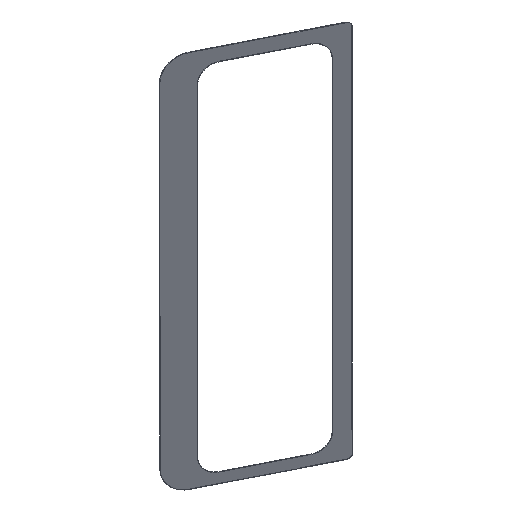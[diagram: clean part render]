
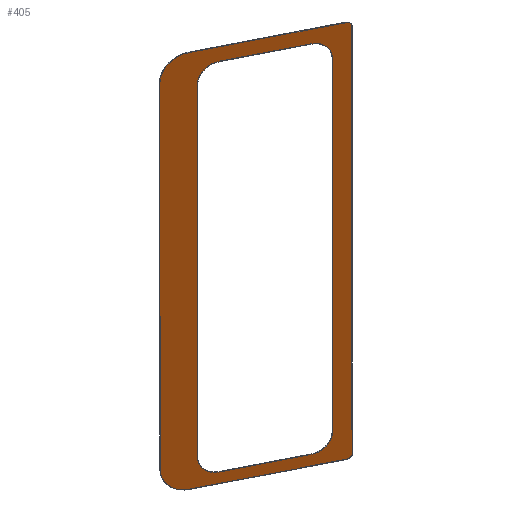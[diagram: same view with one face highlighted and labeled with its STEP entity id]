
A CAD part, isometric view. The second image highlights one B-rep face of the part: STEP entity #405.
In plain terms, the highlighted planar face has unit normal (-0.45, -0.893, 0).
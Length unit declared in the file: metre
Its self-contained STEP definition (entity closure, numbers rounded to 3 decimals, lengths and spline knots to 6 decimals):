
#13=CIRCLE('',#423,0.01);
#15=CIRCLE('',#429,0.01);
#17=CIRCLE('',#433,0.002);
#19=CIRCLE('',#439,0.0073);
#21=CIRCLE('',#443,0.0073);
#23=CIRCLE('',#447,0.0073);
#25=CIRCLE('',#451,0.0073);
#27=CIRCLE('',#454,0.002);
#112=ORIENTED_EDGE('',*,*,#183,.F.);
#113=ORIENTED_EDGE('',*,*,#187,.F.);
#114=ORIENTED_EDGE('',*,*,#190,.F.);
#115=ORIENTED_EDGE('',*,*,#193,.F.);
#116=ORIENTED_EDGE('',*,*,#196,.F.);
#117=ORIENTED_EDGE('',*,*,#199,.F.);
#118=ORIENTED_EDGE('',*,*,#202,.F.);
#119=ORIENTED_EDGE('',*,*,#204,.F.);
#120=ORIENTED_EDGE('',*,*,#152,.F.);
#121=ORIENTED_EDGE('',*,*,#156,.T.);
#122=ORIENTED_EDGE('',*,*,#159,.T.);
#123=ORIENTED_EDGE('',*,*,#162,.T.);
#124=ORIENTED_EDGE('',*,*,#165,.T.);
#125=ORIENTED_EDGE('',*,*,#168,.T.);
#126=ORIENTED_EDGE('',*,*,#171,.T.);
#127=ORIENTED_EDGE('',*,*,#174,.T.);
#128=ORIENTED_EDGE('',*,*,#177,.T.);
#129=ORIENTED_EDGE('',*,*,#180,.F.);
#130=ORIENTED_EDGE('',*,*,#206,.F.);
#152=EDGE_CURVE('',#209,#210,#247,.T.);
#156=EDGE_CURVE('',#209,#212,#13,.T.);
#159=EDGE_CURVE('',#212,#214,#252,.T.);
#162=EDGE_CURVE('',#214,#216,#255,.T.);
#165=EDGE_CURVE('',#216,#218,#258,.T.);
#168=EDGE_CURVE('',#218,#220,#15,.T.);
#171=EDGE_CURVE('',#220,#222,#262,.T.);
#174=EDGE_CURVE('',#222,#224,#17,.T.);
#177=EDGE_CURVE('',#224,#226,#266,.T.);
#180=EDGE_CURVE('',#228,#226,#269,.T.);
#183=EDGE_CURVE('',#231,#232,#272,.T.);
#187=EDGE_CURVE('',#234,#231,#19,.T.);
#190=EDGE_CURVE('',#236,#234,#277,.T.);
#193=EDGE_CURVE('',#238,#236,#21,.T.);
#196=EDGE_CURVE('',#240,#238,#281,.T.);
#199=EDGE_CURVE('',#242,#240,#23,.T.);
#202=EDGE_CURVE('',#244,#242,#285,.T.);
#204=EDGE_CURVE('',#232,#244,#25,.T.);
#206=EDGE_CURVE('',#210,#228,#27,.T.);
#209=VERTEX_POINT('',#580);
#210=VERTEX_POINT('',#582);
#212=VERTEX_POINT('',#588);
#214=VERTEX_POINT('',#594);
#216=VERTEX_POINT('',#600);
#218=VERTEX_POINT('',#606);
#220=VERTEX_POINT('',#612);
#222=VERTEX_POINT('',#618);
#224=VERTEX_POINT('',#624);
#226=VERTEX_POINT('',#630);
#228=VERTEX_POINT('',#636);
#231=VERTEX_POINT('',#643);
#232=VERTEX_POINT('',#645);
#234=VERTEX_POINT('',#651);
#236=VERTEX_POINT('',#657);
#238=VERTEX_POINT('',#663);
#240=VERTEX_POINT('',#669);
#242=VERTEX_POINT('',#675);
#244=VERTEX_POINT('',#681);
#247=LINE('',#581,#288);
#252=LINE('',#595,#293);
#255=LINE('',#601,#296);
#258=LINE('',#607,#299);
#262=LINE('',#619,#303);
#266=LINE('',#631,#307);
#269=LINE('',#637,#310);
#272=LINE('',#644,#313);
#277=LINE('',#658,#318);
#281=LINE('',#670,#322);
#285=LINE('',#682,#326);
#288=VECTOR('',#463,1.);
#293=VECTOR('',#476,1.);
#296=VECTOR('',#481,1.);
#299=VECTOR('',#486,1.);
#303=VECTOR('',#498,1.);
#307=VECTOR('',#510,1.);
#310=VECTOR('',#515,1.);
#313=VECTOR('',#520,1.);
#318=VECTOR('',#533,1.);
#322=VECTOR('',#545,1.);
#326=VECTOR('',#557,1.);
#346=EDGE_LOOP('',(#112,#113,#114,#115,#116,#117,#118,#119));
#347=EDGE_LOOP('',(#120,#121,#122,#123,#124,#125,#126,#127,#128,#129,#130));
#369=FACE_BOUND('',#346,.T.);
#370=FACE_BOUND('',#347,.T.);
#384=PLANE('',#455);
#405=ADVANCED_FACE('',(#369,#370),#384,.T.);
#423=AXIS2_PLACEMENT_3D('',#589,#470,#471);
#429=AXIS2_PLACEMENT_3D('',#613,#492,#493);
#433=AXIS2_PLACEMENT_3D('',#625,#504,#505);
#439=AXIS2_PLACEMENT_3D('',#652,#527,#528);
#443=AXIS2_PLACEMENT_3D('',#664,#539,#540);
#447=AXIS2_PLACEMENT_3D('',#676,#551,#552);
#451=AXIS2_PLACEMENT_3D('',#685,#562,#563);
#454=AXIS2_PLACEMENT_3D('',#688,#568,#569);
#455=AXIS2_PLACEMENT_3D('',#689,#570,#571);
#463=DIRECTION('',(0.893,-0.45,0.));
#470=DIRECTION('',(-0.45,-0.893,0.));
#471=DIRECTION('',(-0.893,0.45,0.));
#476=DIRECTION('',(0.,0.,-1.));
#481=DIRECTION('',(0.893,-0.45,0.));
#486=DIRECTION('',(0.,0.,-1.));
#492=DIRECTION('',(-0.45,-0.893,0.));
#493=DIRECTION('',(0.893,-0.45,0.));
#498=DIRECTION('',(0.893,-0.45,0.));
#504=DIRECTION('',(-0.45,-0.893,0.));
#505=DIRECTION('',(0.893,-0.45,0.));
#510=DIRECTION('',(-0.185,0.093,0.978));
#515=DIRECTION('',(0.,0.,-1.));
#520=DIRECTION('',(0.,0.,-1.));
#527=DIRECTION('',(-0.45,-0.893,0.));
#528=DIRECTION('',(0.893,-0.45,0.));
#533=DIRECTION('',(-0.893,0.45,0.));
#539=DIRECTION('',(-0.45,-0.893,0.));
#540=DIRECTION('',(0.893,-0.45,0.));
#545=DIRECTION('',(0.,0.,1.));
#551=DIRECTION('',(-0.45,-0.893,0.));
#552=DIRECTION('',(0.893,-0.45,0.));
#557=DIRECTION('',(0.893,-0.45,0.));
#562=DIRECTION('',(-0.45,-0.893,0.));
#563=DIRECTION('',(0.893,-0.45,0.));
#568=DIRECTION('',(0.45,0.893,0.));
#569=DIRECTION('',(-0.893,0.45,0.));
#570=DIRECTION('',(-0.45,-0.893,0.));
#571=DIRECTION('',(0.893,-0.45,0.));
#580=CARTESIAN_POINT('',(-0.065175,-0.103023,0.0705));
#581=CARTESIAN_POINT('',(-0.054609,-0.108349,0.0705));
#582=CARTESIAN_POINT('',(-0.01771,-0.126946,0.0705));
#588=CARTESIAN_POINT('',(-0.074105,-0.098522,0.0605));
#589=CARTESIAN_POINT('',(-0.065175,-0.103023,0.0605));
#594=CARTESIAN_POINT('',(-0.074105,-0.098522,-0.0311));
#595=CARTESIAN_POINT('',(-0.074105,-0.098522,0.190609));
#600=CARTESIAN_POINT('',(-0.074011,-0.09857,-0.0311));
#601=CARTESIAN_POINT('',(-0.074058,-0.098546,-0.0311));
#606=CARTESIAN_POINT('',(-0.074011,-0.09857,-0.0916));
#607=CARTESIAN_POINT('',(-0.074011,-0.09857,-0.06135));
#612=CARTESIAN_POINT('',(-0.065081,-0.103071,-0.1016));
#613=CARTESIAN_POINT('',(-0.065081,-0.103071,-0.0916));
#618=CARTESIAN_POINT('',(-0.017616,-0.126993,-0.1016));
#619=CARTESIAN_POINT('',(-0.041349,-0.115032,-0.1016));
#624=CARTESIAN_POINT('',(-0.01583,-0.127894,-0.0996));
#625=CARTESIAN_POINT('',(-0.017616,-0.126993,-0.0996));
#630=CARTESIAN_POINT('',(-0.015924,-0.127846,-0.0991));
#631=CARTESIAN_POINT('',(-0.015877,-0.12787,-0.09935));
#636=CARTESIAN_POINT('',(-0.015924,-0.127846,0.0685));
#637=CARTESIAN_POINT('',(-0.015924,-0.127846,0.190609));
#643=CARTESIAN_POINT('',(-0.062628,-0.104307,0.057334));
#644=CARTESIAN_POINT('',(-0.062628,-0.104307,-0.060383));
#645=CARTESIAN_POINT('',(-0.062628,-0.104307,-0.089666));
#651=CARTESIAN_POINT('',(-0.056109,-0.107593,0.064634));
#652=CARTESIAN_POINT('',(-0.056109,-0.107593,0.057334));
#657=CARTESIAN_POINT('',(-0.028426,-0.121545,0.064634));
#658=CARTESIAN_POINT('',(-0.042268,-0.114569,0.064634));
#663=CARTESIAN_POINT('',(-0.021907,-0.124831,0.057334));
#664=CARTESIAN_POINT('',(-0.028426,-0.121545,0.057334));
#669=CARTESIAN_POINT('',(-0.021907,-0.124831,-0.089666));
#670=CARTESIAN_POINT('',(-0.021907,-0.124831,-0.016166));
#675=CARTESIAN_POINT('',(-0.028426,-0.121545,-0.096966));
#676=CARTESIAN_POINT('',(-0.028426,-0.121545,-0.089666));
#681=CARTESIAN_POINT('',(-0.056109,-0.107593,-0.096966));
#682=CARTESIAN_POINT('',(-0.042268,-0.114569,-0.096966));
#685=CARTESIAN_POINT('',(-0.056109,-0.107593,-0.089666));
#688=CARTESIAN_POINT('',(-0.01771,-0.126946,0.0685));
#689=CARTESIAN_POINT('',(-0.045015,-0.113184,-0.01455));
